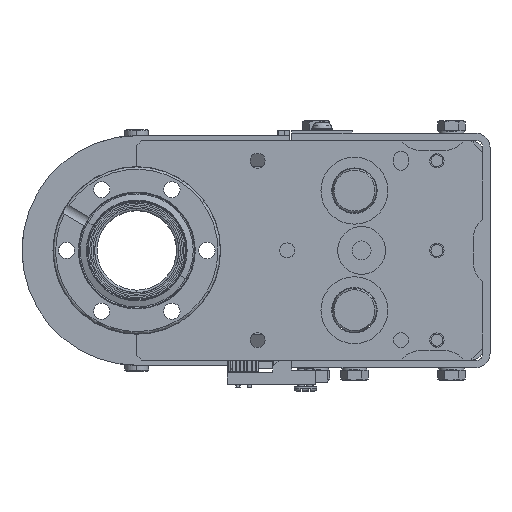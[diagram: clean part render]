
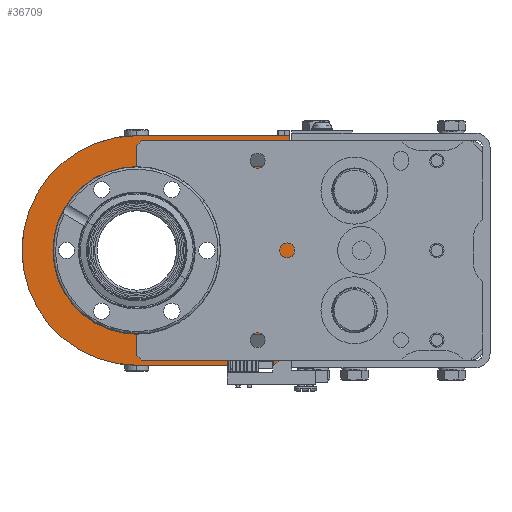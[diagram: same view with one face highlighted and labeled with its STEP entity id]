
A CAD part, front view. The second image highlights one B-rep face of the part: STEP entity #36709.
In plain terms, the highlighted planar face has unit normal (0, -1, 0).
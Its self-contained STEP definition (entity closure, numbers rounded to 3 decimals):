
#4790=DIRECTION('',(-1.,0.,0.));
#4791=VECTOR('',#4790,33.);
#4792=CARTESIAN_POINT('',(64.,445.312,-42.));
#4793=LINE('',#4792,#4791);
#4806=DIRECTION('',(0.,0.,1.));
#4807=VECTOR('',#4806,6.);
#4808=CARTESIAN_POINT('',(64.,445.312,-48.));
#4809=LINE('',#4808,#4807);
#4847=DIRECTION('',(1.,0.,0.));
#4848=VECTOR('',#4847,64.);
#4849=CARTESIAN_POINT('',(0.,445.312,-48.));
#4850=LINE('',#4849,#4848);
#5203=DIRECTION('',(-1.,0.,0.));
#5204=VECTOR('',#5203,64.);
#5205=CARTESIAN_POINT('',(64.,445.312,48.));
#5206=LINE('',#5205,#5204);
#5258=DIRECTION('',(0.,0.,1.));
#5259=VECTOR('',#5258,6.);
#5260=CARTESIAN_POINT('',(64.,445.312,42.));
#5261=LINE('',#5260,#5259);
#5278=DIRECTION('',(1.,0.,0.));
#5279=VECTOR('',#5278,33.);
#5280=CARTESIAN_POINT('',(31.,445.312,42.));
#5281=LINE('',#5280,#5279);
#5286=DIRECTION('',(0.,0.,1.));
#5287=VECTOR('',#5286,70.);
#5288=CARTESIAN_POINT('',(75.,445.312,-35.));
#5289=LINE('',#5288,#5287);
#5290=DIRECTION('',(0.,0.,1.));
#5291=VECTOR('',#5290,7.);
#5292=CARTESIAN_POINT('',(31.,445.312,-42.));
#5293=LINE('',#5292,#5291);
#5298=CARTESIAN_POINT('',(0.,445.312,0.));
#5299=DIRECTION('',(0.,1.,0.));
#5300=DIRECTION('',(0.,0.,-1.));
#5301=AXIS2_PLACEMENT_3D('',#5298,#5299,#5300);
#5303=CARTESIAN_POINT('',(0.,445.312,0.));
#5304=DIRECTION('',(0.,1.,0.));
#5305=DIRECTION('',(-1.,0.,0.));
#5306=AXIS2_PLACEMENT_3D('',#5303,#5304,#5305);
#5308=CARTESIAN_POINT('',(0.,445.312,0.));
#5309=DIRECTION('',(0.,-1.,0.));
#5310=DIRECTION('',(1.,0.,0.));
#5311=AXIS2_PLACEMENT_3D('',#5308,#5309,#5310);
#5313=CARTESIAN_POINT('',(0.,445.312,0.));
#5314=DIRECTION('',(0.,-1.,0.));
#5315=DIRECTION('',(-1.,0.,0.));
#5316=AXIS2_PLACEMENT_3D('',#5313,#5314,#5315);
#5318=DIRECTION('',(1.,0.,0.));
#5319=VECTOR('',#5318,44.);
#5320=CARTESIAN_POINT('',(31.,445.312,-35.));
#5321=LINE('',#5320,#5319);
#5326=DIRECTION('',(0.,0.,1.));
#5327=VECTOR('',#5326,7.);
#5328=CARTESIAN_POINT('',(31.,445.312,35.));
#5329=LINE('',#5328,#5327);
#5342=DIRECTION('',(-1.,0.,0.));
#5343=VECTOR('',#5342,44.);
#5344=CARTESIAN_POINT('',(75.,445.312,35.));
#5345=LINE('',#5344,#5343);
#25130=CARTESIAN_POINT('',(35.05,445.312,0.));
#25132=VERTEX_POINT('',#25130);
#25140=CARTESIAN_POINT('',(0.,445.312,48.));
#25142=VERTEX_POINT('',#25140);
#25145=CARTESIAN_POINT('',(-48.,445.312,0.));
#25147=VERTEX_POINT('',#25145);
#25153=CARTESIAN_POINT('',(0.,445.312,-48.));
#25155=VERTEX_POINT('',#25153);
#25158=CARTESIAN_POINT('',(64.,445.312,-48.));
#25159=CARTESIAN_POINT('',(64.,445.312,-42.));
#25160=VERTEX_POINT('',#25158);
#25161=VERTEX_POINT('',#25159);
#25162=CARTESIAN_POINT('',(64.,445.312,48.));
#25163=VERTEX_POINT('',#25162);
#25164=CARTESIAN_POINT('',(64.,445.312,42.));
#25165=VERTEX_POINT('',#25164);
#25166=CARTESIAN_POINT('',(-35.05,445.312,0.));
#25167=VERTEX_POINT('',#25166);
#25168=CARTESIAN_POINT('',(31.,445.312,-35.));
#25169=CARTESIAN_POINT('',(75.,445.312,-35.));
#25170=VERTEX_POINT('',#25168);
#25171=VERTEX_POINT('',#25169);
#25174=CARTESIAN_POINT('',(75.,445.312,35.));
#25175=VERTEX_POINT('',#25174);
#25182=CARTESIAN_POINT('',(31.,445.312,-42.));
#25183=VERTEX_POINT('',#25182);
#25252=CARTESIAN_POINT('',(31.,445.312,42.));
#25253=VERTEX_POINT('',#25252);
#25254=CARTESIAN_POINT('',(31.,445.312,35.));
#25255=VERTEX_POINT('',#25254);
#36680=CARTESIAN_POINT('',(13.5,445.312,0.));
#36681=DIRECTION('',(0.,1.,0.));
#36682=DIRECTION('',(1.,0.,0.));
#36683=AXIS2_PLACEMENT_3D('',#36680,#36681,#36682);
#36684=PLANE('',#36683);
#36686=ORIENTED_EDGE('',*,*,#36685,.F.);
#36687=ORIENTED_EDGE('',*,*,#36672,.F.);
#36688=ORIENTED_EDGE('',*,*,#36051,.F.);
#36689=ORIENTED_EDGE('',*,*,#36072,.F.);
#36690=ORIENTED_EDGE('',*,*,#36116,.F.);
#36691=ORIENTED_EDGE('',*,*,#36476,.T.);
#36692=ORIENTED_EDGE('',*,*,#36498,.T.);
#36693=ORIENTED_EDGE('',*,*,#36557,.F.);
#36694=ORIENTED_EDGE('',*,*,#36620,.F.);
#36695=ORIENTED_EDGE('',*,*,#36638,.F.);
#36697=ORIENTED_EDGE('',*,*,#36696,.F.);
#36699=ORIENTED_EDGE('',*,*,#36698,.F.);
#36700=ORIENTED_EDGE('',*,*,#36654,.F.);
#36701=EDGE_LOOP('',(#36686,#36687,#36688,#36689,#36690,#36691,#36692,#36693,
#36694,#36695,#36697,#36699,#36700));
#36702=FACE_OUTER_BOUND('',#36701,.F.);
#36704=ORIENTED_EDGE('',*,*,#36703,.T.);
#36706=ORIENTED_EDGE('',*,*,#36705,.T.);
#36707=EDGE_LOOP('',(#36704,#36706));
#36708=FACE_BOUND('',#36707,.F.);
#5302=CIRCLE('',#5301,48.);
#5307=CIRCLE('',#5306,48.);
#5312=CIRCLE('',#5311,35.05);
#5317=CIRCLE('',#5316,35.05);
#36051=EDGE_CURVE('',#25161,#25183,#4793,.T.);
#36072=EDGE_CURVE('',#25160,#25161,#4809,.T.);
#36116=EDGE_CURVE('',#25155,#25160,#4850,.T.);
#36476=EDGE_CURVE('',#25155,#25147,#5302,.T.);
#36498=EDGE_CURVE('',#25147,#25142,#5307,.T.);
#36557=EDGE_CURVE('',#25163,#25142,#5206,.T.);
#36620=EDGE_CURVE('',#25165,#25163,#5261,.T.);
#36638=EDGE_CURVE('',#25253,#25165,#5281,.T.);
#36654=EDGE_CURVE('',#25171,#25175,#5289,.T.);
#36672=EDGE_CURVE('',#25183,#25170,#5293,.T.);
#36685=EDGE_CURVE('',#25170,#25171,#5321,.T.);
#36696=EDGE_CURVE('',#25255,#25253,#5329,.T.);
#36698=EDGE_CURVE('',#25175,#25255,#5345,.T.);
#36703=EDGE_CURVE('',#25132,#25167,#5312,.T.);
#36705=EDGE_CURVE('',#25167,#25132,#5317,.T.);
#36709=ADVANCED_FACE('',(#36702,#36708),#36684,.F.);
